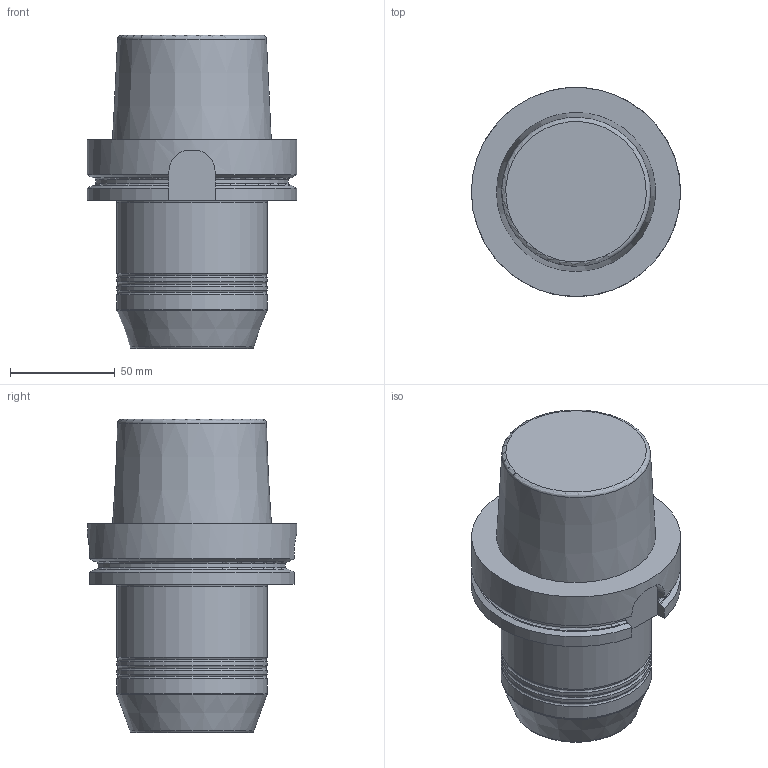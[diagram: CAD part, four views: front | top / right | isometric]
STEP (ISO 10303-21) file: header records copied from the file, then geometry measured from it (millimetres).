
FILE_DESCRIPTION(/* description */ (''),/* implementation_level */ '2;1');
FILE_NAME(/* name */ 'HSKA100-HCR32-100_Basic.stp',/* time_stamp */ '2022-07-04T10:32:49+05:00',/* author */ (''),/* organization */ (''),/* preprocessor_version */ 'ST-DEVELOPER v16.7',/* originating_system */ 'SIEMENS PLM Software NX 12.0',/* authorisation */ '');
FILE_SCHEMA (('AUTOMOTIVE_DESIGN { 1 0 10303 214 3 1 1 1 }'));
Length unit declared in the file: millimetre
Products named in the file (1): inpu9A94AA24fxs7
Bounding box: 100 x 100 x 150 mm (x, y, z)
Volume: 655681.3 mm3; surface area: 57975.4 mm2
Topology: 1 solids, 1 shells, 63 faces, 169 edges, 114 vertices
Faces by surface type: plane 20, torus 19, cylinder 16, cone 8
Full cylindrical faces by diameter (mm): 32 x1, 72 x4, 100 x1
Entity records: 2041 total; most frequent: CARTESIAN_POINT 567, DIRECTION 297, ORIENTED_EDGE 270, EDGE_CURVE 135, AXIS2_PLACEMENT_3D 123, VERTEX_POINT 98, EDGE_LOOP 87, ADVANCED_FACE 63
